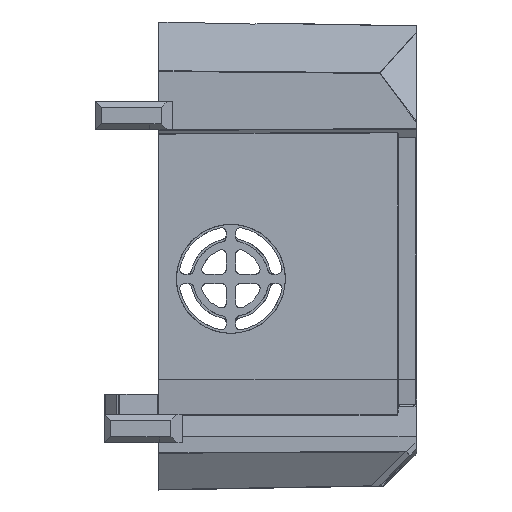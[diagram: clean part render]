
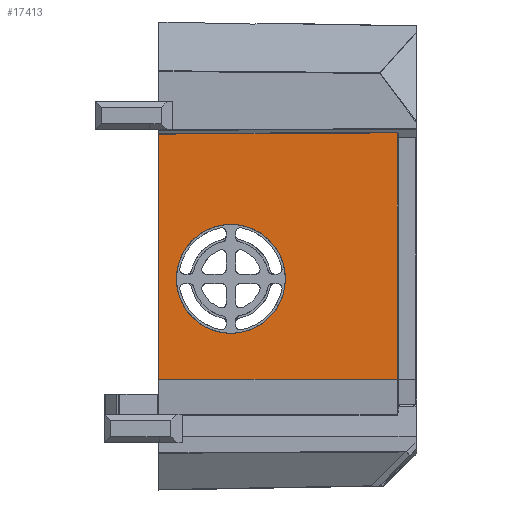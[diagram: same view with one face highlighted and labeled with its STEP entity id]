
A CAD part, left-side view. The second image highlights one B-rep face of the part: STEP entity #17413.
In plain terms, the highlighted planar face has unit normal (-1, -0.018, 0).
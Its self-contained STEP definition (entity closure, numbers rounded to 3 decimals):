
#163=FACE_BOUND('',#6124,.T.);
#455=ELLIPSE('',#19026,11.502,11.5);
#456=ELLIPSE('',#19028,11.502,11.5);
#1904=LINE('',#28898,#3452);
#2252=LINE('',#30796,#3800);
#2474=LINE('',#31391,#4022);
#2493=LINE('',#31527,#4041);
#3452=VECTOR('',#21343,1000.);
#3800=VECTOR('',#22529,1000.);
#4022=VECTOR('',#23071,1000.);
#4041=VECTOR('',#23180,1000.);
#5137=FACE_OUTER_BOUND('',#6123,.T.);
#6123=EDGE_LOOP('',(#14757,#14758,#14759,#14760));
#6124=EDGE_LOOP('',(#14761,#14762));
#7249=VERTEX_POINT('',#27645);
#7405=VERTEX_POINT('',#28896);
#7808=VERTEX_POINT('',#30793);
#7809=VERTEX_POINT('',#30795);
#8071=VERTEX_POINT('',#31521);
#8072=VERTEX_POINT('',#31523);
#9458=EDGE_CURVE('',#7249,#7405,#1904,.T.);
#10067=EDGE_CURVE('',#7808,#7809,#2252,.T.);
#10374=EDGE_CURVE('',#7808,#7249,#2474,.T.);
#10434=EDGE_CURVE('',#8071,#8072,#455,.T.);
#10436=EDGE_CURVE('',#7405,#7809,#2493,.T.);
#10437=EDGE_CURVE('',#8071,#8072,#456,.F.);
#14757=ORIENTED_EDGE('',*,*,#10374,.T.);
#14758=ORIENTED_EDGE('',*,*,#9458,.T.);
#14759=ORIENTED_EDGE('',*,*,#10436,.T.);
#14760=ORIENTED_EDGE('',*,*,#10067,.F.);
#14761=ORIENTED_EDGE('',*,*,#10434,.F.);
#14762=ORIENTED_EDGE('',*,*,#10437,.T.);
#16585=PLANE('',#19027);
#17413=ADVANCED_FACE('',(#5137,#163),#16585,.T.);
#19026=AXIS2_PLACEMENT_3D('',#31524,#23175,#23176);
#19027=AXIS2_PLACEMENT_3D('',#31526,#23178,#23179);
#19028=AXIS2_PLACEMENT_3D('',#31528,#23181,#23182);
#21343=DIRECTION('',(0.,0.,1.));
#22529=DIRECTION('',(0.,0.,1.));
#23071=DIRECTION('',(0.017,-1.,0.001));
#23175=DIRECTION('center_axis',(-1.,-0.017,
0.));
#23176=DIRECTION('ref_axis',(0.017,-1.,0.));
#23178=DIRECTION('center_axis',(-1.,-0.017,
0.));
#23179=DIRECTION('ref_axis',(0.017,-1.,0.));
#23180=DIRECTION('',(-0.017,1.,-0.005));
#23181=DIRECTION('center_axis',(-1.,-0.017,
0.));
#23182=DIRECTION('ref_axis',(-0.017,1.,0.));
#27645=CARTESIAN_POINT('',(-580.843,4.197,199.188));
#28896=CARTESIAN_POINT('',(-580.843,4.197,251.251));
#28898=CARTESIAN_POINT('',(-580.843,4.197,251.252));
#30793=CARTESIAN_POINT('',(-581.721,54.5,199.151));
#30795=CARTESIAN_POINT('',(-581.721,54.5,250.99));
#30796=CARTESIAN_POINT('',(-581.721,54.5,257.316));
#31391=CARTESIAN_POINT('',(-581.72,54.457,199.151));
#31521=CARTESIAN_POINT('',(-581.455,39.299,208.916));
#31523=CARTESIAN_POINT('',(-581.455,39.299,231.916));
#31524=CARTESIAN_POINT('Origin',(-581.455,39.298,220.416));
#31526=CARTESIAN_POINT('Origin',(-581.721,54.5,257.316));
#31527=CARTESIAN_POINT('',(-581.72,54.467,250.99));
#31528=CARTESIAN_POINT('Origin',(-581.455,39.3,220.416));
